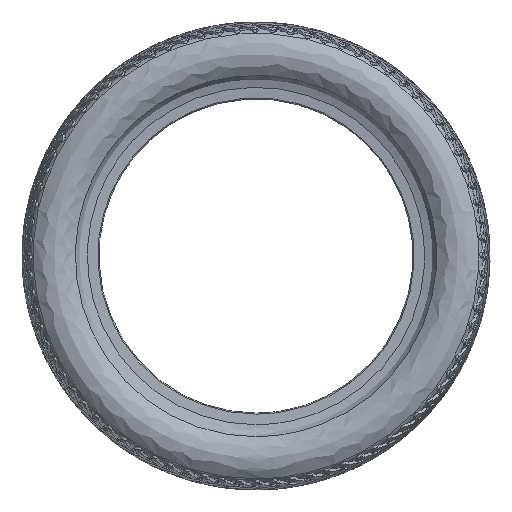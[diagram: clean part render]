
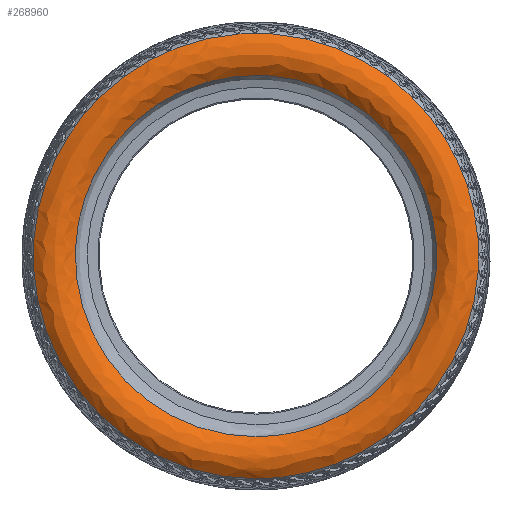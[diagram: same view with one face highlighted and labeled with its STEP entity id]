
A CAD part, left-side view. The second image highlights one B-rep face of the part: STEP entity #268960.
In plain terms, the highlighted free-form (B-spline) face has degree [2, 2] with [9, 3] control points.
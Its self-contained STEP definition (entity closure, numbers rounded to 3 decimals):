
#146150 = VERTEX_POINT('',#146151);
#146151 = CARTESIAN_POINT('',(-322.65,892.378,
    23.358));
#146157 = EDGE_CURVE('',#146150,#146150,#146158,.T.);
#146158 = ( BOUNDED_CURVE() B_SPLINE_CURVE(2,(#146159,#146160,#146161,
    #146162,#146163,#146164,#146165),.UNSPECIFIED.,.T.,.F.) 
B_SPLINE_CURVE_WITH_KNOTS((3,2,2,3),(1.571,3.665,
5.76,7.854),.PIECEWISE_BEZIER_KNOTS.) CURVE() 
GEOMETRIC_REPRESENTATION_ITEM() RATIONAL_B_SPLINE_CURVE((1.,0.5,1.,0.5,
1.,0.5,1.)) REPRESENTATION_ITEM('') );
#146159 = CARTESIAN_POINT('',(-322.65,892.378,
    23.358));
#146160 = CARTESIAN_POINT('',(-322.65,1420.709,
    23.358));
#146161 = CARTESIAN_POINT('',(-322.65,1156.544,
    480.906));
#146162 = CARTESIAN_POINT('',(-322.65,892.378,
    938.453));
#146163 = CARTESIAN_POINT('',(-322.65,628.213,
    480.906));
#146164 = CARTESIAN_POINT('',(-322.65,364.048,
    23.358));
#146165 = CARTESIAN_POINT('',(-322.65,892.378,
    23.358));
#268914 = VERTEX_POINT('',#268915);
#268915 = CARTESIAN_POINT('',(-321.013,892.378,
    80.96));
#268921 = EDGE_CURVE('',#268914,#268914,#268922,.T.);
#268922 = ( BOUNDED_CURVE() B_SPLINE_CURVE(2,(#268923,#268924,#268925,
    #268926,#268927,#268928,#268929),.UNSPECIFIED.,.T.,.F.) 
B_SPLINE_CURVE_WITH_KNOTS((3,2,2,3),(1.571,3.665,
5.76,7.854),.PIECEWISE_BEZIER_KNOTS.) CURVE() 
GEOMETRIC_REPRESENTATION_ITEM() RATIONAL_B_SPLINE_CURVE((1.,0.5,1.,0.5,
1.,0.5,1.)) REPRESENTATION_ITEM('') );
#268923 = CARTESIAN_POINT('',(-321.013,892.378,
    80.96));
#268924 = CARTESIAN_POINT('',(-321.013,1320.939,
    80.96));
#268925 = CARTESIAN_POINT('',(-321.013,1106.659,
    452.104));
#268926 = CARTESIAN_POINT('',(-321.013,892.378,
    823.249));
#268927 = CARTESIAN_POINT('',(-321.013,678.098,
    452.104));
#268928 = CARTESIAN_POINT('',(-321.013,463.818,
    80.96));
#268929 = CARTESIAN_POINT('',(-321.013,892.378,
    80.96));
#268960 = ADVANCED_FACE('',(#268961),#268972,.T.);
#268961 = FACE_BOUND('',#268962,.T.);
#268962 = EDGE_LOOP('',(#268963,#268964,#268970,#268971));
#268963 = ORIENTED_EDGE('',*,*,#146157,.F.);
#268964 = ORIENTED_EDGE('',*,*,#268965,.T.);
#268965 = EDGE_CURVE('',#146150,#268914,#268966,.T.);
#268966 = ( BOUNDED_CURVE() B_SPLINE_CURVE(2,(#268967,#268968,#268969),
.UNSPECIFIED.,.F.,.F.) B_SPLINE_CURVE_WITH_KNOTS((3,3),(0.771,
2.427),.PIECEWISE_BEZIER_KNOTS.) CURVE() 
GEOMETRIC_REPRESENTATION_ITEM() RATIONAL_B_SPLINE_CURVE((1.,
0.676,1.)) REPRESENTATION_ITEM('') );
#268967 = CARTESIAN_POINT('',(-322.65,892.378,
    23.358));
#268968 = CARTESIAN_POINT('',(-353.212,892.378,
    53.051));
#268969 = CARTESIAN_POINT('',(-321.013,892.378,
    80.96));
#268970 = ORIENTED_EDGE('',*,*,#268921,.T.);
#268971 = ORIENTED_EDGE('',*,*,#268965,.F.);
#268972 = ( BOUNDED_SURFACE() B_SPLINE_SURFACE(2,2,(
    (#268973,#268974,#268975)
    ,(#268976,#268977,#268978)
    ,(#268979,#268980,#268981)
    ,(#268982,#268983,#268984)
    ,(#268985,#268986,#268987)
    ,(#268988,#268989,#268990)
    ,(#268991,#268992,#268993)
    ,(#268994,#268995,#268996)
    ,(#268997,#268998,#268999
)),.UNSPECIFIED.,.T.,.F.,.F.) B_SPLINE_SURFACE_WITH_KNOTS((3,2,2,2,3),(3
    ,3),(-3.142,-2.094,0.,2.094,3.142)
  ,(3.856,5.512),.UNSPECIFIED.) 
GEOMETRIC_REPRESENTATION_ITEM() RATIONAL_B_SPLINE_SURFACE((
    (0.75,0.507,0.75)
    ,(0.75,0.507,0.75)
    ,(1.,0.676,1.)
    ,(0.5,0.338,0.5)
    ,(1.,0.676,1.)
    ,(0.5,0.338,0.5)
    ,(1.,0.676,1.)
    ,(0.75,0.507,0.75)
,(0.75,0.507,0.75))) REPRESENTATION_ITEM('') SURFACE() );
#268973 = CARTESIAN_POINT('',(-321.013,892.378,
    80.96));
#268974 = CARTESIAN_POINT('',(-353.212,892.378,
    53.051));
#268975 = CARTESIAN_POINT('',(-322.65,892.378,
    23.358));
#268976 = CARTESIAN_POINT('',(-321.013,1035.232,
    80.96));
#268977 = CARTESIAN_POINT('',(-353.212,1051.346,
    53.051));
#268978 = CARTESIAN_POINT('',(-322.65,1068.489,
    23.358));
#268979 = CARTESIAN_POINT('',(-321.013,1106.659,
    204.675));
#268980 = CARTESIAN_POINT('',(-353.212,1130.829,
    190.72));
#268981 = CARTESIAN_POINT('',(-322.65,1156.544,
    175.874));
#268982 = CARTESIAN_POINT('',(-321.013,1320.939,
    575.819));
#268983 = CARTESIAN_POINT('',(-353.212,1369.28,
    603.729));
#268984 = CARTESIAN_POINT('',(-322.65,1420.709,
    633.421));
#268985 = CARTESIAN_POINT('',(-321.013,892.378,
    575.819));
#268986 = CARTESIAN_POINT('',(-353.212,892.378,
    603.729));
#268987 = CARTESIAN_POINT('',(-322.65,892.378,
    633.421));
#268988 = CARTESIAN_POINT('',(-321.013,463.818,
    575.819));
#268989 = CARTESIAN_POINT('',(-353.212,415.477,
    603.729));
#268990 = CARTESIAN_POINT('',(-322.65,364.048,
    633.421));
#268991 = CARTESIAN_POINT('',(-321.013,678.098,
    204.675));
#268992 = CARTESIAN_POINT('',(-353.212,653.928,
    190.72));
#268993 = CARTESIAN_POINT('',(-322.65,628.213,
    175.874));
#268994 = CARTESIAN_POINT('',(-321.013,749.525,
    80.96));
#268995 = CARTESIAN_POINT('',(-353.212,733.411,
    53.051));
#268996 = CARTESIAN_POINT('',(-322.65,716.268,
    23.358));
#268997 = CARTESIAN_POINT('',(-321.013,892.378,
    80.96));
#268998 = CARTESIAN_POINT('',(-353.212,892.378,
    53.051));
#268999 = CARTESIAN_POINT('',(-322.65,892.378,
    23.358));
